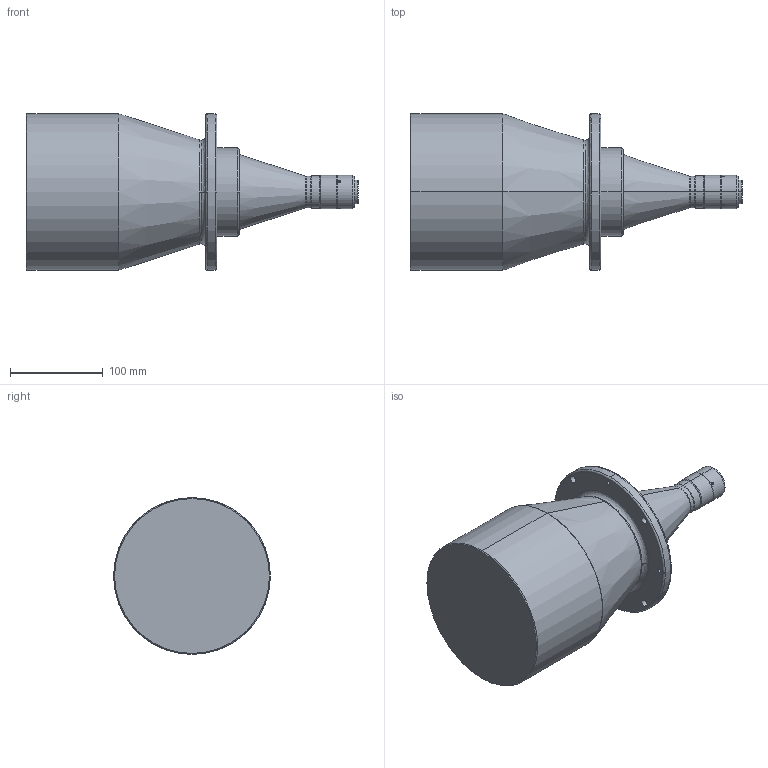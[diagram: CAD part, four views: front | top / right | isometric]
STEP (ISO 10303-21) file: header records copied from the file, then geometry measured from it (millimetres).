
FILE_DESCRIPTION (( 'STEP AP203' ), '1' );
FILE_NAME ('DTCM230-136-AL.STEP', '2019-11-13T08:22:43', ( 'Windows 蚚誧' ), ( '' ), 'SwSTEP 2.0', 'SolidWorks 2017', '' );
FILE_SCHEMA (( 'CONFIG_CONTROL_DESIGN' ));
Length unit declared in the file: millimetre
Products named in the file (1): DTCM230-136-AL
Bounding box: 358.3 x 169 x 169 mm (x, y, z)
Volume: 4373365 mm3; surface area: 182676 mm2
Topology: 1 solids, 1 shells, 86 faces, 208 edges, 127 vertices
Faces by surface type: cylinder 42, cone 22, bspline 14, plane 8
Entity records: 4377 total; most frequent: CARTESIAN_POINT 2320, DIRECTION 430, ORIENTED_EDGE 404, EDGE_CURVE 202, AXIS2_PLACEMENT_3D 183, VERTEX_POINT 127, EDGE_LOOP 111, CIRCLE 110
